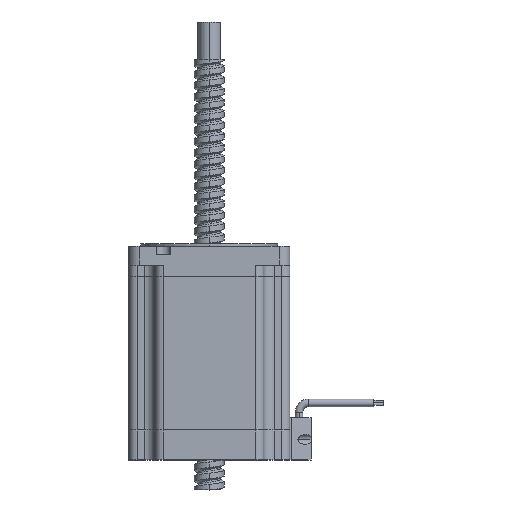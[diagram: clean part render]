
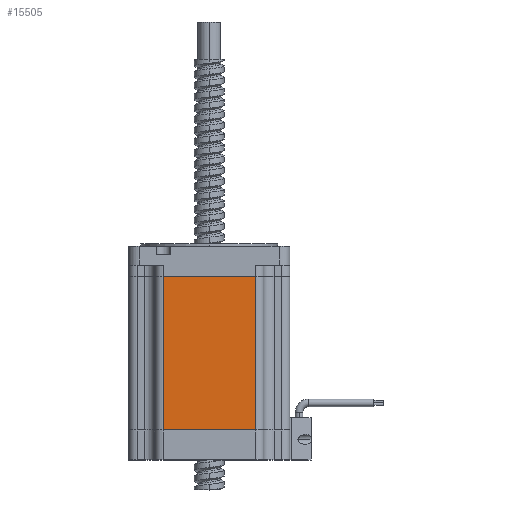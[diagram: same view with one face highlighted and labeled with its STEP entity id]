
A CAD part, top view. The second image highlights one B-rep face of the part: STEP entity #15505.
In plain terms, the highlighted planar face has unit normal (0, 0, 1).
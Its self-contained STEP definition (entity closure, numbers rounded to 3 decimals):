
#908 = CARTESIAN_POINT ( 'NONE',  ( 24.65, -87.992, 43. ) ) ;
#1092 = EDGE_LOOP ( 'NONE', ( #9661, #1960, #21881, #6649 ) ) ;
#1316 = CARTESIAN_POINT ( 'NONE',  ( -24.65, -6.008, 43. ) ) ;
#1960 = ORIENTED_EDGE ( 'NONE', *, *, #19323, .T. ) ;
#2359 = AXIS2_PLACEMENT_3D ( 'NONE', #3924, #12348, #12474 ) ;
#2975 = EDGE_CURVE ( 'NONE', #20271, #20547, #24373, .T. ) ;
#3688 = DIRECTION ( 'NONE',  ( -1., 0., 0. ) ) ;
#3924 = CARTESIAN_POINT ( 'NONE',  ( 37.3, 10., 43. ) ) ;
#5263 = CARTESIAN_POINT ( 'NONE',  ( 24.65, -6.008, 43. ) ) ;
#6649 = ORIENTED_EDGE ( 'NONE', *, *, #16342, .F. ) ;
#9661 = ORIENTED_EDGE ( 'NONE', *, *, #2975, .F. ) ;
#11423 = EDGE_CURVE ( 'NONE', #25548, #26810, #12839, .T. ) ;
#12348 = DIRECTION ( 'NONE',  ( 0., 0., -1. ) ) ;
#12474 = DIRECTION ( 'NONE',  ( -1., 0., 0. ) ) ;
#12578 = DIRECTION ( 'NONE',  ( 1., 0., 0. ) ) ;
#12649 = LINE ( 'NONE', #16732, #15336 ) ;
#12839 = LINE ( 'NONE', #21134, #20297 ) ;
#13762 = CARTESIAN_POINT ( 'NONE',  ( 37.3, -87.992, 43. ) ) ;
#15336 = VECTOR ( 'NONE', #18770, 1000. ) ;
#15505 = ADVANCED_FACE ( 'NONE', ( #16446 ), #26775, .F. ) ;
#16342 = EDGE_CURVE ( 'NONE', #20547, #25548, #12649, .T. ) ;
#16446 = FACE_OUTER_BOUND ( 'NONE', #1092, .T. ) ;
#16732 = CARTESIAN_POINT ( 'NONE',  ( -24.65, -104., 43. ) ) ;
#18562 = CARTESIAN_POINT ( 'NONE',  ( 24.65, -104., 43. ) ) ;
#18701 = VECTOR ( 'NONE', #24682, 1000. ) ;
#18770 = DIRECTION ( 'NONE',  ( 0., 1., 0. ) ) ;
#19323 = EDGE_CURVE ( 'NONE', #20271, #26810, #24549, .T. ) ;
#20271 = VERTEX_POINT ( 'NONE', #908 ) ;
#20297 = VECTOR ( 'NONE', #12578, 1000. ) ;
#20547 = VERTEX_POINT ( 'NONE', #26732 ) ;
#21134 = CARTESIAN_POINT ( 'NONE',  ( 37.3, -6.008, 43. ) ) ;
#21881 = ORIENTED_EDGE ( 'NONE', *, *, #11423, .F. ) ;
#23593 = VECTOR ( 'NONE', #3688, 1000. ) ;
#24373 = LINE ( 'NONE', #13762, #23593 ) ;
#24549 = LINE ( 'NONE', #18562, #18701 ) ;
#24682 = DIRECTION ( 'NONE',  ( 0., 1., 0. ) ) ;
#25548 = VERTEX_POINT ( 'NONE', #1316 ) ;
#26732 = CARTESIAN_POINT ( 'NONE',  ( -24.65, -87.992, 43. ) ) ;
#26775 = PLANE ( 'NONE',  #2359 ) ;
#26810 = VERTEX_POINT ( 'NONE', #5263 ) ;
